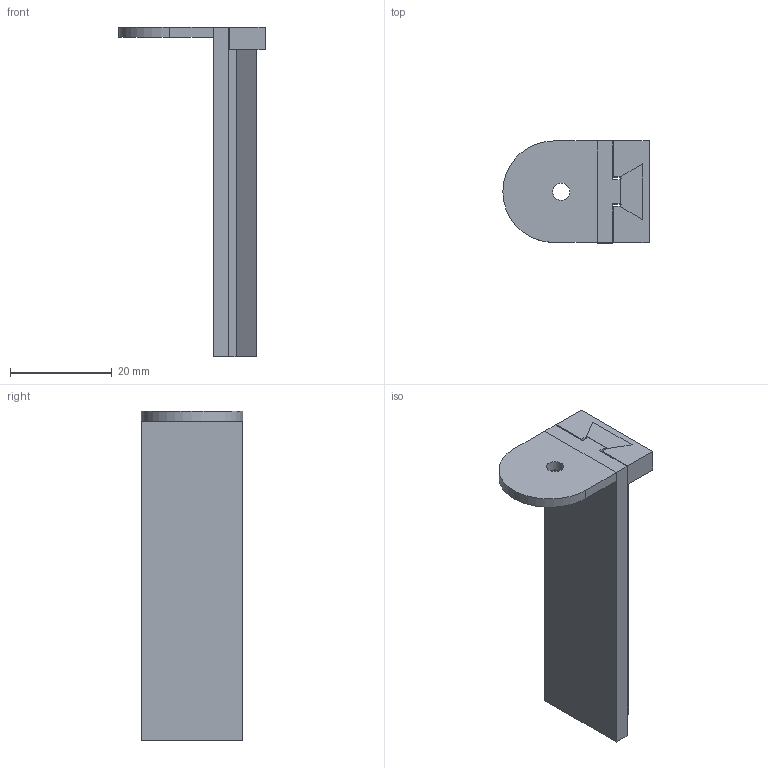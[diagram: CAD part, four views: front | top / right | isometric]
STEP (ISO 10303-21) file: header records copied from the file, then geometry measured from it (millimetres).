
FILE_DESCRIPTION(('FreeCAD Model'),'2;1');
FILE_NAME('Open CASCADE Shape Model','2024-05-21T15:26:05',('Author'),( ''),'Open CASCADE STEP processor 7.6','FreeCAD','Unknown');
FILE_SCHEMA(('AUTOMOTIVE_DESIGN { 1 0 10303 214 1 1 1 1 }'));
Length unit declared in the file: millimetre
Products named in the file (3): Rails; Male; Female
Assembly tree (2 placements, depth 2):
  Rails
    Male
    Female
Bounding box: 28.8 x 20 x 65 mm (x, y, z)
Volume: 7371.6 mm3; surface area: 5547.8 mm2
Topology: 2 solids, 2 shells, 33 faces, 81 edges, 52 vertices
Faces by surface type: plane 31, cylinder 2
Full cylindrical faces by diameter (mm): 3.4 x1
Entity records: 1021 total; most frequent: CARTESIAN_POINT 169, ORIENTED_EDGE 162, DIRECTION 157, EDGE_CURVE 81, LINE 77, VECTOR 77, VERTEX_POINT 52, AXIS2_PLACEMENT_3D 40
